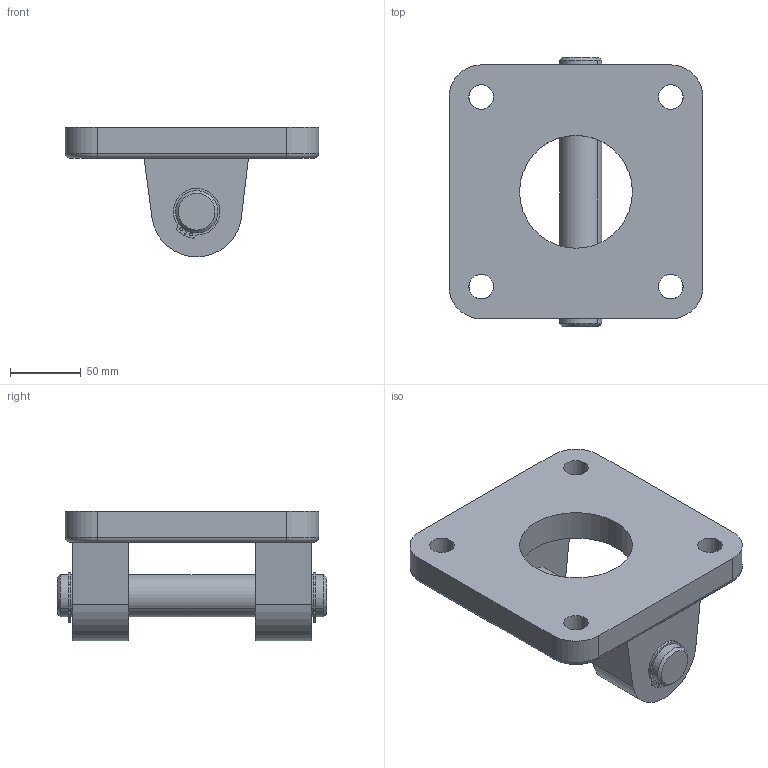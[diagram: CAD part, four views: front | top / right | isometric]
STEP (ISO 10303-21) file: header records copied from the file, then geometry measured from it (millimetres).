
FILE_DESCRIPTION (( 'STEP AP214' ), '1' );
FILE_NAME ('PNS 160 EB-SF.STEP', '2010-08-10T12:34:03', ( '' ), ( '' ), 'SwSTEP 2.0', 'SolidWorks 2010', '' );
FILE_SCHEMA (( 'AUTOMOTIVE_DESIGN' ));
Length unit declared in the file: millimetre
Products named in the file (4): PNS  160   EB ; 160  EB  P軲輄Varsay齦an; 30  SEGMAN; PNS  160   EB-SF
Assembly tree (4 placements, depth 2):
  PNS  160   EB-SF
    30  SEGMAN  x2
    PNS  160   EB 
    160  EB  P軲輄Varsay齦an
Bounding box: 180 x 191 x 92 mm (x, y, z)
Volume: 986381.3 mm3; surface area: 127327.4 mm2
Topology: 4 solids, 4 shells, 107 faces, 267 edges, 174 vertices
Faces by surface type: cylinder 59, plane 32, cone 12, torus 4
Entity records: 2733 total; most frequent: DIRECTION 501, CARTESIAN_POINT 433, ORIENTED_EDGE 414, EDGE_CURVE 207, AXIS2_PLACEMENT_3D 202, VERTEX_POINT 134, CIRCLE 110, EDGE_LOOP 109
